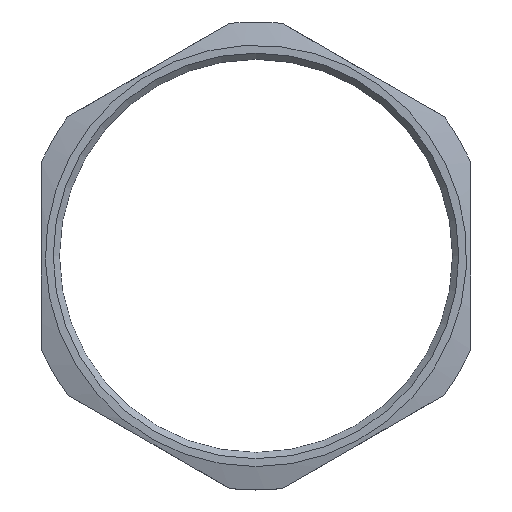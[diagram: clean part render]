
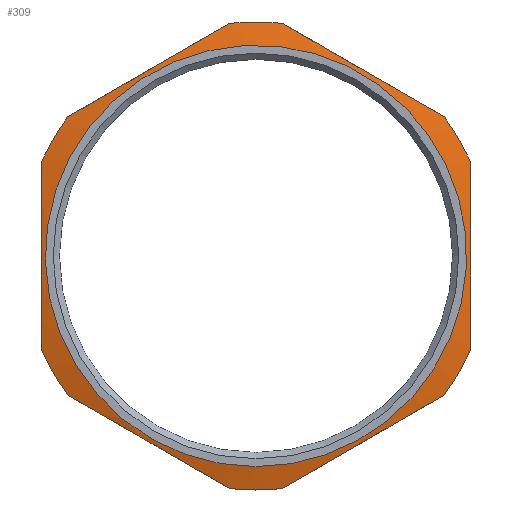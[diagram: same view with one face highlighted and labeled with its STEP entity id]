
A CAD part, front view. The second image highlights one B-rep face of the part: STEP entity #309.
In plain terms, the highlighted conical face has half-angle 75 degrees and reference radius 30 mm.
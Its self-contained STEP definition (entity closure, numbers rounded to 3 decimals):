
#26=B_SPLINE_CURVE_WITH_KNOTS('',3,(#552,#553,#554,#555,#556),
 .UNSPECIFIED.,.F.,.F.,(4,1,4),(0.036,0.048,0.06),
 .UNSPECIFIED.);
#27=B_SPLINE_CURVE_WITH_KNOTS('',3,(#557,#558,#559,#560,#561),
 .UNSPECIFIED.,.F.,.F.,(4,1,4),(0.,0.012,
0.024),.UNSPECIFIED.);
#28=B_SPLINE_CURVE_WITH_KNOTS('',3,(#562,#563,#564,#565,#566),
 .UNSPECIFIED.,.F.,.F.,(4,1,4),(0.,0.012,
0.024),.UNSPECIFIED.);
#29=B_SPLINE_CURVE_WITH_KNOTS('',3,(#567,#568,#569,#570,#571),
 .UNSPECIFIED.,.F.,.F.,(4,1,4),(0.036,0.048,0.06),
 .UNSPECIFIED.);
#30=B_SPLINE_CURVE_WITH_KNOTS('',3,(#572,#573,#574,#575,#576),
 .UNSPECIFIED.,.F.,.F.,(4,1,4),(0.,0.012,
0.024),.UNSPECIFIED.);
#31=B_SPLINE_CURVE_WITH_KNOTS('',3,(#577,#578,#579,#580,#581),
 .UNSPECIFIED.,.F.,.F.,(4,1,4),(0.,0.012,
0.024),.UNSPECIFIED.);
#33=CONICAL_SURFACE('',#355,30.,1.309);
#107=ORIENTED_EDGE('',*,*,#184,.F.);
#108=ORIENTED_EDGE('',*,*,#154,.T.);
#109=ORIENTED_EDGE('',*,*,#185,.T.);
#110=ORIENTED_EDGE('',*,*,#156,.T.);
#111=ORIENTED_EDGE('',*,*,#186,.T.);
#112=ORIENTED_EDGE('',*,*,#160,.T.);
#113=ORIENTED_EDGE('',*,*,#187,.T.);
#114=ORIENTED_EDGE('',*,*,#181,.T.);
#115=ORIENTED_EDGE('',*,*,#188,.T.);
#116=ORIENTED_EDGE('',*,*,#164,.T.);
#117=ORIENTED_EDGE('',*,*,#189,.T.);
#118=ORIENTED_EDGE('',*,*,#168,.T.);
#119=ORIENTED_EDGE('',*,*,#190,.T.);
#154=EDGE_CURVE('',#197,#196,#225,.T.);
#156=EDGE_CURVE('',#198,#199,#226,.T.);
#160=EDGE_CURVE('',#202,#203,#228,.T.);
#164=EDGE_CURVE('',#206,#207,#230,.T.);
#168=EDGE_CURVE('',#210,#211,#232,.T.);
#181=EDGE_CURVE('',#218,#219,#237,.T.);
#184=EDGE_CURVE('',#220,#220,#238,.T.);
#185=EDGE_CURVE('',#196,#198,#26,.T.);
#186=EDGE_CURVE('',#199,#202,#27,.T.);
#187=EDGE_CURVE('',#203,#218,#28,.T.);
#188=EDGE_CURVE('',#219,#206,#29,.T.);
#189=EDGE_CURVE('',#207,#210,#30,.T.);
#190=EDGE_CURVE('',#211,#197,#31,.T.);
#196=VERTEX_POINT('',#464);
#197=VERTEX_POINT('',#466);
#198=VERTEX_POINT('',#470);
#199=VERTEX_POINT('',#471);
#202=VERTEX_POINT('',#479);
#203=VERTEX_POINT('',#480);
#206=VERTEX_POINT('',#488);
#207=VERTEX_POINT('',#489);
#210=VERTEX_POINT('',#497);
#211=VERTEX_POINT('',#498);
#218=VERTEX_POINT('',#545);
#219=VERTEX_POINT('',#546);
#220=VERTEX_POINT('',#551);
#225=CIRCLE('',#335,30.);
#226=CIRCLE('',#337,30.);
#228=CIRCLE('',#340,30.);
#230=CIRCLE('',#343,30.);
#232=CIRCLE('',#346,30.);
#237=CIRCLE('',#354,30.);
#238=CIRCLE('',#356,27.);
#252=EDGE_LOOP('',(#107));
#253=EDGE_LOOP('',(#108,#109,#110,#111,#112,#113,#114,#115,#116,#117,#118,
#119));
#278=FACE_BOUND('',#252,.T.);
#279=FACE_BOUND('',#253,.T.);
#309=ADVANCED_FACE('',(#278,#279),#33,.T.);
#335=AXIS2_PLACEMENT_3D('',#465,#377,#378);
#337=AXIS2_PLACEMENT_3D('',#469,#382,#383);
#340=AXIS2_PLACEMENT_3D('',#478,#390,#391);
#343=AXIS2_PLACEMENT_3D('',#487,#398,#399);
#346=AXIS2_PLACEMENT_3D('',#496,#406,#407);
#354=AXIS2_PLACEMENT_3D('',#544,#424,#425);
#355=AXIS2_PLACEMENT_3D('',#549,#428,#429);
#356=AXIS2_PLACEMENT_3D('',#550,#430,#431);
#377=DIRECTION('',(0.,-1.,0.));
#378=DIRECTION('',(0.,0.,-1.));
#382=DIRECTION('',(0.,-1.,0.));
#383=DIRECTION('',(0.,0.,-1.));
#390=DIRECTION('',(0.,-1.,0.));
#391=DIRECTION('',(0.,0.,-1.));
#398=DIRECTION('',(0.,-1.,0.));
#399=DIRECTION('',(0.,0.,-1.));
#406=DIRECTION('',(0.,-1.,0.));
#407=DIRECTION('',(0.,0.,-1.));
#424=DIRECTION('',(0.,-1.,0.));
#425=DIRECTION('',(0.,0.,-1.));
#428=DIRECTION('',(0.,1.,0.));
#429=DIRECTION('',(0.,0.,1.));
#430=DIRECTION('',(0.,-1.,0.));
#431=DIRECTION('',(0.,0.,-1.));
#464=CARTESIAN_POINT('',(-27.5,0.804,11.99));
#465=CARTESIAN_POINT('',(0.,0.804,0.));
#466=CARTESIAN_POINT('',(-24.133,0.804,17.821));
#469=CARTESIAN_POINT('',(0.,0.804,0.));
#470=CARTESIAN_POINT('',(-27.5,0.804,-11.99));
#471=CARTESIAN_POINT('',(-24.133,0.804,-17.821));
#478=CARTESIAN_POINT('',(0.,0.804,0.));
#479=CARTESIAN_POINT('',(-3.367,0.804,-29.81));
#480=CARTESIAN_POINT('',(3.367,0.804,-29.81));
#487=CARTESIAN_POINT('',(0.,0.804,0.));
#488=CARTESIAN_POINT('',(27.5,0.804,11.99));
#489=CARTESIAN_POINT('',(24.133,0.804,17.821));
#496=CARTESIAN_POINT('',(0.,0.804,0.));
#497=CARTESIAN_POINT('',(3.367,0.804,29.81));
#498=CARTESIAN_POINT('',(-3.367,0.804,29.81));
#544=CARTESIAN_POINT('',(0.,0.804,0.));
#545=CARTESIAN_POINT('',(24.133,0.804,-17.821));
#546=CARTESIAN_POINT('',(27.5,0.804,-11.99));
#549=CARTESIAN_POINT('',(0.,0.804,0.));
#550=CARTESIAN_POINT('',(0.,0.,0.));
#551=CARTESIAN_POINT('',(0.,0.,-27.));
#552=CARTESIAN_POINT('',(-27.5,0.804,11.99));
#553=CARTESIAN_POINT('',(-27.5,0.381,8.043));
#554=CARTESIAN_POINT('',(-27.5,-0.109,0.116));
#555=CARTESIAN_POINT('',(-27.5,0.374,-7.973));
#556=CARTESIAN_POINT('',(-27.5,0.804,-11.99));
#557=CARTESIAN_POINT('',(-24.133,0.804,-17.821));
#558=CARTESIAN_POINT('',(-20.672,0.376,-19.819));
#559=CARTESIAN_POINT('',(-13.75,-0.108,-23.816));
#560=CARTESIAN_POINT('',(-6.828,0.376,-27.812));
#561=CARTESIAN_POINT('',(-3.367,0.804,-29.81));
#562=CARTESIAN_POINT('',(3.367,0.804,-29.81));
#563=CARTESIAN_POINT('',(6.828,0.376,-27.812));
#564=CARTESIAN_POINT('',(13.75,-0.108,-23.816));
#565=CARTESIAN_POINT('',(20.672,0.376,-19.819));
#566=CARTESIAN_POINT('',(24.133,0.804,-17.821));
#567=CARTESIAN_POINT('',(27.5,0.804,-11.99));
#568=CARTESIAN_POINT('',(27.5,0.381,-8.043));
#569=CARTESIAN_POINT('',(27.5,-0.109,-0.116));
#570=CARTESIAN_POINT('',(27.5,0.374,7.973));
#571=CARTESIAN_POINT('',(27.5,0.804,11.99));
#572=CARTESIAN_POINT('',(24.133,0.804,17.821));
#573=CARTESIAN_POINT('',(20.672,0.376,19.819));
#574=CARTESIAN_POINT('',(13.75,-0.108,23.816));
#575=CARTESIAN_POINT('',(6.828,0.376,27.812));
#576=CARTESIAN_POINT('',(3.367,0.804,29.81));
#577=CARTESIAN_POINT('',(-3.367,0.804,29.81));
#578=CARTESIAN_POINT('',(-6.828,0.376,27.812));
#579=CARTESIAN_POINT('',(-13.75,-0.108,23.816));
#580=CARTESIAN_POINT('',(-20.672,0.376,19.819));
#581=CARTESIAN_POINT('',(-24.133,0.804,17.821));
